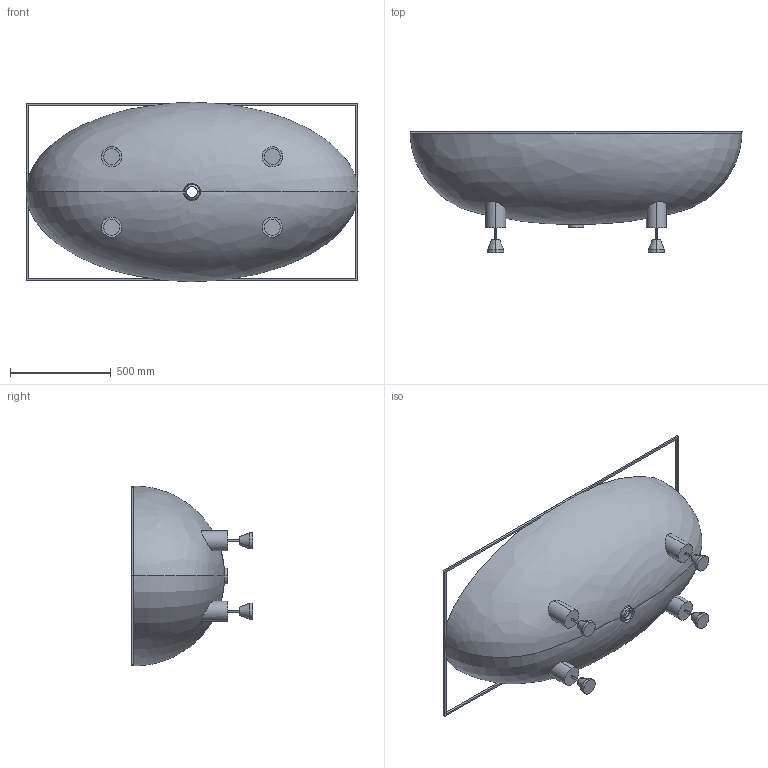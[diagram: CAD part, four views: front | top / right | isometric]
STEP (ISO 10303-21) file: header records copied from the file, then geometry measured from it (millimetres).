
FILE_DESCRIPTION (( 'STEP AP214' ), '1' );
FILE_NAME ('EPIT2.STEP', '2018-04-13T10:20:15', ( 'Admin' ), ( '' ), 'SwSTEP 2.0', 'SolidWorks 2017', '' );
FILE_SCHEMA (( 'AUTOMOTIVE_DESIGN' ));
Length unit declared in the file: millimetre
Products named in the file (1): EPIT2
Bounding box: 1651 x 605 x 891.87 mm (x, y, z)
Volume: 31568386.7 mm3; surface area: 4625598.1 mm2
Topology: 2 solids, 2 shells, 69 faces, 142 edges, 88 vertices
Faces by surface type: cylinder 24, plane 23, bspline 14, cone 8
Entity records: 25235 total; most frequent: CARTESIAN_POINT 23798, ORIENTED_EDGE 284, DIRECTION 264, EDGE_CURVE 142, AXIS2_PLACEMENT_3D 104, VERTEX_POINT 88, EDGE_LOOP 84, ADVANCED_FACE 69
